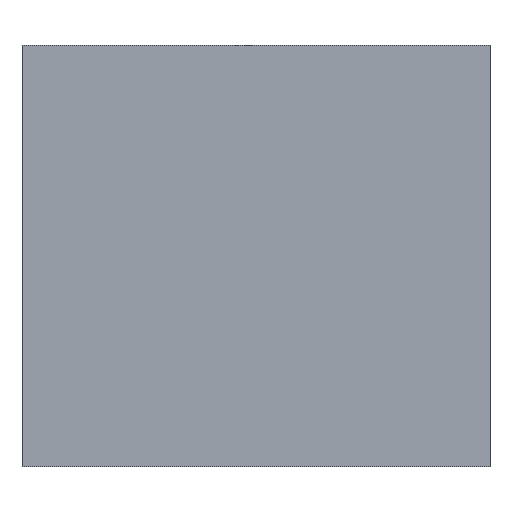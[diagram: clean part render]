
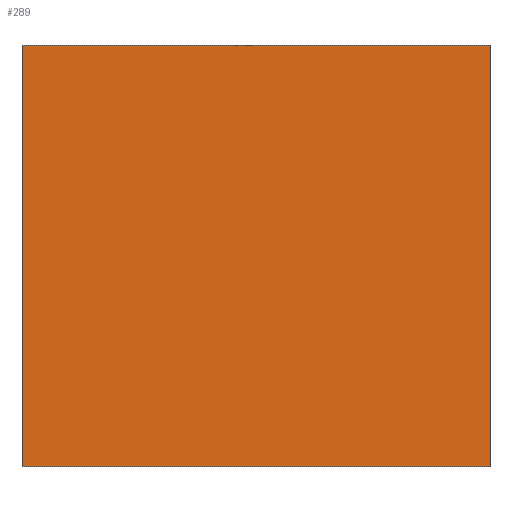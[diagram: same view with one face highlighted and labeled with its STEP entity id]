
A CAD part, front view. The second image highlights one B-rep face of the part: STEP entity #289.
In plain terms, the highlighted planar face has unit normal (0, -1, 0).
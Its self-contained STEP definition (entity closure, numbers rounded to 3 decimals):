
#30=FACE_OUTER_BOUND('',#48,.T.);
#48=EDGE_LOOP('',(#246,#247,#248,#249));
#74=LINE('',#444,#110);
#77=LINE('',#449,#113);
#80=LINE('',#456,#116);
#85=LINE('',#465,#121);
#110=VECTOR('',#363,10.);
#113=VECTOR('',#368,10.);
#116=VECTOR('',#375,10.);
#121=VECTOR('',#386,10.);
#140=VERTEX_POINT('',#441);
#141=VERTEX_POINT('',#443);
#142=VERTEX_POINT('',#447);
#144=VERTEX_POINT('',#455);
#170=EDGE_CURVE('',#140,#141,#74,.T.);
#173=EDGE_CURVE('',#142,#140,#77,.T.);
#176=EDGE_CURVE('',#144,#141,#80,.T.);
#181=EDGE_CURVE('',#142,#144,#85,.T.);
#246=ORIENTED_EDGE('',*,*,#181,.T.);
#247=ORIENTED_EDGE('',*,*,#176,.T.);
#248=ORIENTED_EDGE('',*,*,#170,.F.);
#249=ORIENTED_EDGE('',*,*,#173,.F.);
#268=PLANE('',#319);
#289=ADVANCED_FACE('',(#30),#268,.T.);
#319=AXIS2_PLACEMENT_3D('',#466,#387,#388);
#363=DIRECTION('',(1.,0.,0.));
#368=DIRECTION('',(0.,0.,1.));
#375=DIRECTION('',(0.,0.,1.));
#386=DIRECTION('',(1.,0.,0.));
#387=DIRECTION('center_axis',(0.,-1.,0.));
#388=DIRECTION('ref_axis',(1.,0.,0.));
#441=CARTESIAN_POINT('',(-1.5,9.,0.45));
#443=CARTESIAN_POINT('',(-1.,9.,0.45));
#444=CARTESIAN_POINT('',(-1.5,9.,0.45));
#447=CARTESIAN_POINT('',(-1.5,9.,0.));
#449=CARTESIAN_POINT('',(-1.5,9.,0.));
#455=CARTESIAN_POINT('',(-1.,9.,0.));
#456=CARTESIAN_POINT('',(-1.,9.,0.));
#465=CARTESIAN_POINT('',(-1.5,9.,0.));
#466=CARTESIAN_POINT('Origin',(-1.5,9.,0.));
